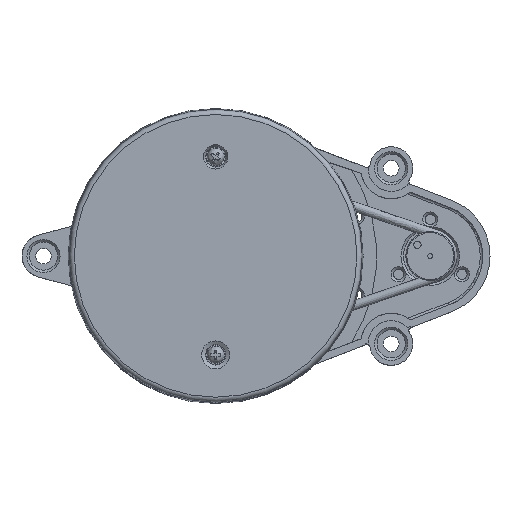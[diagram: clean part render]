
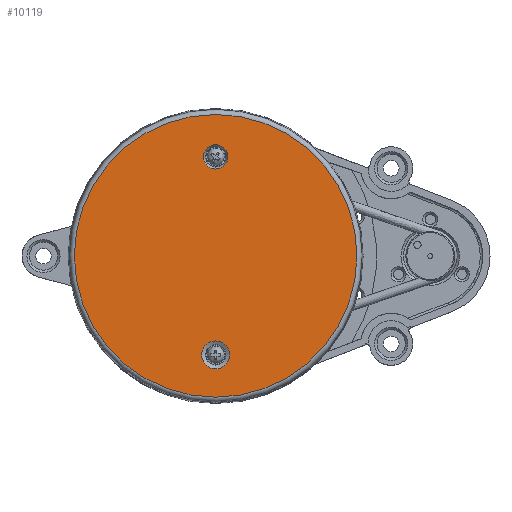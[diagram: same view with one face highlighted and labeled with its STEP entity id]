
A CAD part, top view. The second image highlights one B-rep face of the part: STEP entity #10119.
In plain terms, the highlighted planar face has unit normal (0, 0, 1).
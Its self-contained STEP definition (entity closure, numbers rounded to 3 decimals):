
#308=FACE_BOUND('',#3677,.T.);
#309=FACE_BOUND('',#3678,.T.);
#455=PLANE('',#11002);
#3122=FACE_OUTER_BOUND('',#3676,.T.);
#3676=EDGE_LOOP('',(#8534));
#3677=EDGE_LOOP('',(#8535));
#3678=EDGE_LOOP('',(#8536));
#4269=CIRCLE('',#10936,28.974);
#4312=CIRCLE('',#10985,2.5);
#4315=CIRCLE('',#10990,2.866);
#4882=VERTEX_POINT('',#18650);
#4982=VERTEX_POINT('',#20189);
#4985=VERTEX_POINT('',#20199);
#6220=EDGE_CURVE('',#4882,#4882,#4269,.T.);
#6323=EDGE_CURVE('',#4982,#4982,#4312,.T.);
#6328=EDGE_CURVE('',#4985,#4985,#4315,.T.);
#8534=ORIENTED_EDGE('',*,*,#6220,.F.);
#8535=ORIENTED_EDGE('',*,*,#6323,.F.);
#8536=ORIENTED_EDGE('',*,*,#6328,.F.);
#10119=ADVANCED_FACE('',(#3122,#308,#309),#455,.F.);
#10936=AXIS2_PLACEMENT_3D('',#18652,#12651,#12652);
#10985=AXIS2_PLACEMENT_3D('',#20191,#12761,#12762);
#10990=AXIS2_PLACEMENT_3D('',#20201,#12773,#12774);
#11002=AXIS2_PLACEMENT_3D('',#22021,#12798,#12799);
#12651=DIRECTION('center_axis',(0.,0.,
-1.));
#12652=DIRECTION('ref_axis',(1.,0.,0.));
#12761=DIRECTION('center_axis',(0.,0.,1.));
#12762=DIRECTION('ref_axis',(1.,0.,0.));
#12773=DIRECTION('center_axis',(0.,0.,1.));
#12774=DIRECTION('ref_axis',(1.,0.,0.));
#12798=DIRECTION('center_axis',(0.,0.,-1.));
#12799=DIRECTION('ref_axis',(-1.,0.,0.));
#18650=CARTESIAN_POINT('',(28.474,-0.404,20.45));
#18652=CARTESIAN_POINT('Origin',(-0.5,-0.404,20.45));
#20189=CARTESIAN_POINT('',(-3.,19.896,20.45));
#20191=CARTESIAN_POINT('Origin',(-0.5,19.896,20.45));
#20199=CARTESIAN_POINT('',(-3.366,-20.704,20.45));
#20201=CARTESIAN_POINT('Origin',(-0.5,-20.704,20.45));
#22021=CARTESIAN_POINT('Origin',(-0.5,-0.404,20.45));
